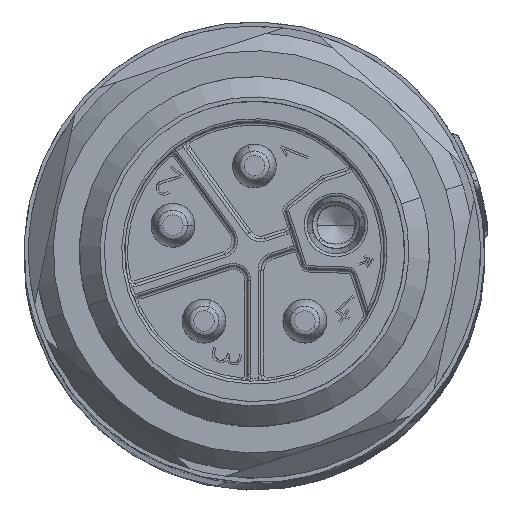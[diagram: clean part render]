
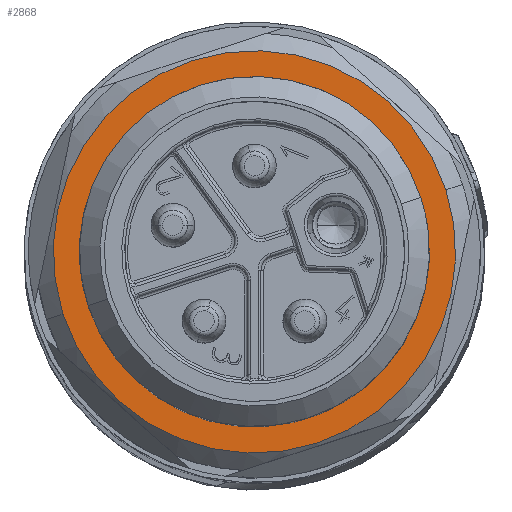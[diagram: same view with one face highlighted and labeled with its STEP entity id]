
A CAD part, top view. The second image highlights one B-rep face of the part: STEP entity #2868.
In plain terms, the highlighted planar face has unit normal (0, 0, 1).
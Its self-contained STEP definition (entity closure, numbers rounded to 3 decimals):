
#2763=AXIS2_PLACEMENT_3D('Circle Axis2P3D',#2761,#2762,$) ;
#2782=AXIS2_PLACEMENT_3D('Circle Axis2P3D',#2780,#2781,$) ;
#2802=AXIS2_PLACEMENT_3D('Plane Axis2P3D',#2799,#2800,#2801) ;
#2751=CARTESIAN_POINT('Vertex',(1.338,5.768,167.7)) ;
#2758=CARTESIAN_POINT('Vertex',(14.462,10.032,167.7)) ;
#2761=CARTESIAN_POINT('Axis2P3D Location',(7.9,7.9,167.7)) ;
#2780=CARTESIAN_POINT('Axis2P3D Location',(7.9,7.9,167.7)) ;
#2799=CARTESIAN_POINT('Axis2P3D Location',(14.462,10.032,167.7)) ;
#2809=CARTESIAN_POINT('Control Point',(2.194,6.046,167.7)) ;
#2810=CARTESIAN_POINT('Control Point',(2.379,5.475,167.7)) ;
#2811=CARTESIAN_POINT('Control Point',(2.636,4.928,167.7)) ;
#2812=CARTESIAN_POINT('Control Point',(2.96,4.415,167.7)) ;
#2813=CARTESIAN_POINT('Control Point',(3.73,3.483,167.7)) ;
#2814=CARTESIAN_POINT('Control Point',(4.705,2.768,167.7)) ;
#2815=CARTESIAN_POINT('Control Point',(5.235,2.474,167.7)) ;
#2816=CARTESIAN_POINT('Control Point',(6.358,2.024,167.7)) ;
#2817=CARTESIAN_POINT('Control Point',(7.557,1.864,167.7)) ;
#2818=CARTESIAN_POINT('Control Point',(8.163,1.86,167.7)) ;
#2819=CARTESIAN_POINT('Control Point',(9.364,2.004,167.7)) ;
#2820=CARTESIAN_POINT('Control Point',(10.492,2.439,167.7)) ;
#2821=CARTESIAN_POINT('Control Point',(11.026,2.726,167.7)) ;
#2822=CARTESIAN_POINT('Control Point',(12.011,3.428,167.7)) ;
#2823=CARTESIAN_POINT('Control Point',(12.793,4.35,167.7)) ;
#2824=CARTESIAN_POINT('Control Point',(13.124,4.858,167.7)) ;
#2825=CARTESIAN_POINT('Control Point',(13.652,5.946,167.7)) ;
#2826=CARTESIAN_POINT('Control Point',(13.896,7.131,167.7)) ;
#2827=CARTESIAN_POINT('Control Point',(13.943,7.735,167.7)) ;
#2828=CARTESIAN_POINT('Control Point',(13.906,8.51,167.7)) ;
#2829=CARTESIAN_POINT('Control Point',(13.747,9.264,167.7)) ;
#2830=CARTESIAN_POINT('Control Point',(13.706,9.429,167.7)) ;
#2831=CARTESIAN_POINT('Control Point',(13.659,9.593,167.7)) ;
#2832=CARTESIAN_POINT('Control Point',(13.606,9.754,167.7)) ;
#2833=CARTESIAN_POINT('Vertex',(2.194,6.046,167.7)) ;
#2835=CARTESIAN_POINT('Vertex',(13.606,9.754,167.7)) ;
#2839=CARTESIAN_POINT('Control Point',(13.606,9.754,167.7)) ;
#2840=CARTESIAN_POINT('Control Point',(13.421,10.325,167.7)) ;
#2841=CARTESIAN_POINT('Control Point',(13.164,10.872,167.7)) ;
#2842=CARTESIAN_POINT('Control Point',(12.84,11.385,167.7)) ;
#2843=CARTESIAN_POINT('Control Point',(12.07,12.317,167.7)) ;
#2844=CARTESIAN_POINT('Control Point',(11.095,13.032,167.7)) ;
#2845=CARTESIAN_POINT('Control Point',(10.565,13.326,167.7)) ;
#2846=CARTESIAN_POINT('Control Point',(9.442,13.776,167.7)) ;
#2847=CARTESIAN_POINT('Control Point',(8.243,13.936,167.7)) ;
#2848=CARTESIAN_POINT('Control Point',(7.637,13.94,167.7)) ;
#2849=CARTESIAN_POINT('Control Point',(6.436,13.796,167.7)) ;
#2850=CARTESIAN_POINT('Control Point',(5.308,13.361,167.7)) ;
#2851=CARTESIAN_POINT('Control Point',(4.774,13.074,167.7)) ;
#2852=CARTESIAN_POINT('Control Point',(3.789,12.372,167.7)) ;
#2853=CARTESIAN_POINT('Control Point',(3.007,11.45,167.7)) ;
#2854=CARTESIAN_POINT('Control Point',(2.676,10.942,167.7)) ;
#2855=CARTESIAN_POINT('Control Point',(2.148,9.854,167.7)) ;
#2856=CARTESIAN_POINT('Control Point',(1.904,8.669,167.7)) ;
#2857=CARTESIAN_POINT('Control Point',(1.857,8.065,167.7)) ;
#2858=CARTESIAN_POINT('Control Point',(1.894,7.29,167.7)) ;
#2859=CARTESIAN_POINT('Control Point',(2.053,6.536,167.7)) ;
#2860=CARTESIAN_POINT('Control Point',(2.094,6.371,167.7)) ;
#2861=CARTESIAN_POINT('Control Point',(2.141,6.207,167.7)) ;
#2862=CARTESIAN_POINT('Control Point',(2.194,6.046,167.7)) ;
#2762=DIRECTION('Axis2P3D Direction',(0.,0.,-1.)) ;
#2781=DIRECTION('Axis2P3D Direction',(0.,0.,-1.)) ;
#2800=DIRECTION('Axis2P3D Direction',(0.,0.,-1.)) ;
#2801=DIRECTION('Axis2P3D XDirection',(-0.951,-0.309,0.)) ;
#2805=ORIENTED_EDGE('',*,*,#2784,.T.) ;
#2806=ORIENTED_EDGE('',*,*,#2765,.T.) ;
#2865=ORIENTED_EDGE('',*,*,#2837,.F.) ;
#2866=ORIENTED_EDGE('',*,*,#2863,.F.) ;
#2867=FACE_BOUND('',#2864,.T.) ;
#2868=ADVANCED_FACE('Hauptk\X2\00F6\X0\rper',(#2807,#2867),#2803,.F.) ;
#2808=B_SPLINE_CURVE_WITH_KNOTS('',5,(#2809,#2810,#2811,#2812,#2813,#2814,#2815,#2816,#2817,#2818,#2819,#2820,#2821,#2822,#2823,#2824,#2825,#2826,#2827,#2828,#2829,#2830,#2831,#2832),.UNSPECIFIED.,.F.,.U.,(6,3,3,3,3,3,3,6),(0.,4.243,8.485,12.728,16.97,21.213,25.456,26.657),.UNSPECIFIED.) ;
#2838=B_SPLINE_CURVE_WITH_KNOTS('',5,(#2839,#2840,#2841,#2842,#2843,#2844,#2845,#2846,#2847,#2848,#2849,#2850,#2851,#2852,#2853,#2854,#2855,#2856,#2857,#2858,#2859,#2860,#2861,#2862),.UNSPECIFIED.,.F.,.U.,(6,3,3,3,3,3,3,6),(0.,4.243,8.485,12.728,16.97,21.213,25.456,26.657),.UNSPECIFIED.) ;
#2764=CIRCLE('generated circle',#2763,6.9) ;
#2783=CIRCLE('generated circle',#2782,6.9) ;
#2765=EDGE_CURVE('',#2752,#2759,#2764,.F.) ;
#2784=EDGE_CURVE('',#2759,#2752,#2783,.F.) ;
#2837=EDGE_CURVE('',#2834,#2836,#2808,.T.) ;
#2863=EDGE_CURVE('',#2836,#2834,#2838,.T.) ;
#2804=EDGE_LOOP('',(#2805,#2806)) ;
#2864=EDGE_LOOP('',(#2865,#2866)) ;
#2807=FACE_OUTER_BOUND('',#2804,.T.) ;
#2803=PLANE('',#2802) ;
#2752=VERTEX_POINT('',#2751) ;
#2759=VERTEX_POINT('',#2758) ;
#2834=VERTEX_POINT('',#2833) ;
#2836=VERTEX_POINT('',#2835) ;
